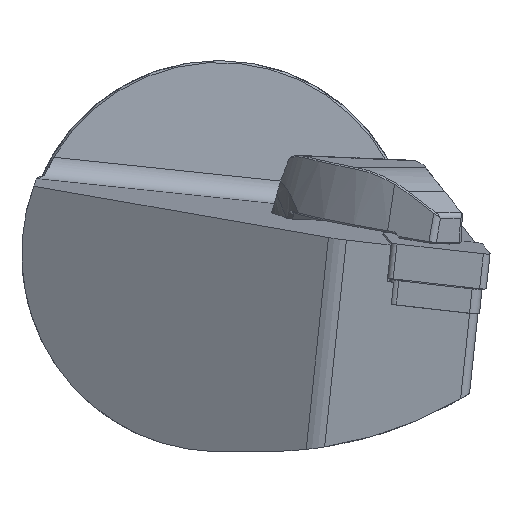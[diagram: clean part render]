
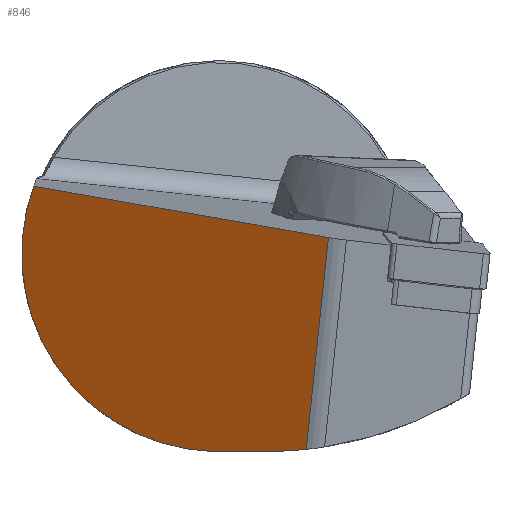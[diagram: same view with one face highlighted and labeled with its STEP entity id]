
A CAD part, left-side view. The second image highlights one B-rep face of the part: STEP entity #846.
In plain terms, the highlighted planar face has unit normal (-0.834, 0.551, -0.03).
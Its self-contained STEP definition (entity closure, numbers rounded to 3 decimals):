
#276=ELLIPSE('',#2973,30.573,25.5);
#277=ELLIPSE('',#2974,59.947,50.);
#331=FACE_OUTER_BOUND('',#1242,.T.);
#491=LINE('',#3976,#673);
#498=LINE('',#3995,#680);
#499=LINE('',#3999,#681);
#673=VECTOR('',#3224,1.);
#680=VECTOR('',#3241,1.);
#681=VECTOR('',#3244,1.);
#846=ADVANCED_FACE('',(#331),#1006,.F.);
#1006=PLANE('',#2975);
#1242=EDGE_LOOP('',(#1454,#1455,#1456,#1457,#1458));
#1454=ORIENTED_EDGE('',*,*,#2483,.F.);
#1455=ORIENTED_EDGE('',*,*,#2492,.T.);
#1456=ORIENTED_EDGE('',*,*,#2493,.T.);
#1457=ORIENTED_EDGE('',*,*,#2494,.T.);
#1458=ORIENTED_EDGE('',*,*,#2495,.F.);
#2227=VERTEX_POINT('',#3975);
#2228=VERTEX_POINT('',#3977);
#2234=VERTEX_POINT('',#3994);
#2235=VERTEX_POINT('',#3996);
#2236=VERTEX_POINT('',#3998);
#2483=EDGE_CURVE('',#2227,#2228,#491,.T.);
#2492=EDGE_CURVE('',#2227,#2234,#276,.T.);
#2493=EDGE_CURVE('',#2234,#2235,#498,.T.);
#2494=EDGE_CURVE('',#2235,#2236,#277,.T.);
#2495=EDGE_CURVE('',#2228,#2236,#499,.T.);
#2973=AXIS2_PLACEMENT_3D('',#3993,#3239,#3240);
#2974=AXIS2_PLACEMENT_3D('',#3997,#3242,#3243);
#2975=AXIS2_PLACEMENT_3D('',#4000,#3245,#3246);
#3224=DIRECTION('',(-0.542,-0.828,-0.144));
#3239=DIRECTION('',(-0.834,0.551,-0.03));
#3240=DIRECTION('',(0.552,0.833,-0.046));
#3241=DIRECTION('',(-0.551,-0.834,0.));
#3242=DIRECTION('',(-0.834,0.551,-0.03));
#3243=DIRECTION('',(0.552,0.833,-0.046));
#3244=DIRECTION('',(0.105,0.104,-0.989));
#3245=DIRECTION('',(0.834,-0.551,0.03));
#3246=DIRECTION('',(0.551,0.834,0.));
#3975=CARTESIAN_POINT('',(27.724,23.945,8.768));
#3976=CARTESIAN_POINT('',(2.823,-14.125,2.135));
#3977=CARTESIAN_POINT('',(2.823,-14.125,2.135));
#3993=CARTESIAN_POINT('',(12.228,0.,0.));
#3994=CARTESIAN_POINT('',(13.153,0.,-25.5));
#3995=CARTESIAN_POINT('',(7.641,-8.348,-25.5));
#3996=CARTESIAN_POINT('',(9.183,-6.012,-25.5));
#3997=CARTESIAN_POINT('',(7.37,-6.012,24.5));
#3998=CARTESIAN_POINT('',(5.714,-11.25,-25.225));
#3999=CARTESIAN_POINT('',(10.767,-6.225,-73.035));
#4000=CARTESIAN_POINT('',(10.767,-6.225,-73.035));
